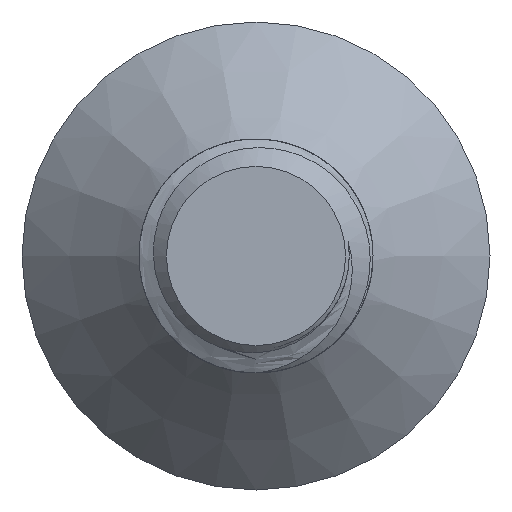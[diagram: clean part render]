
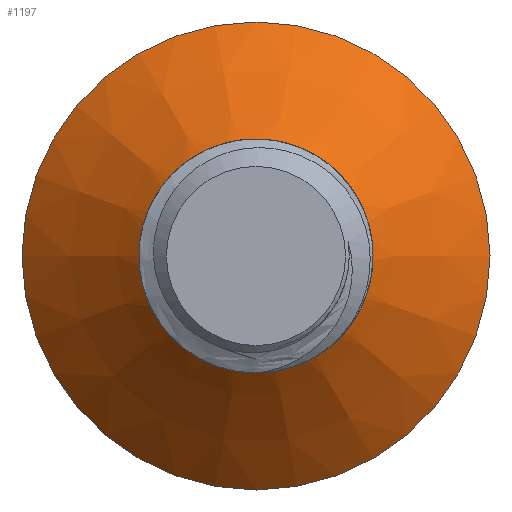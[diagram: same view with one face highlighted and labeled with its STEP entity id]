
A CAD part, left-side view. The second image highlights one B-rep face of the part: STEP entity #1197.
In plain terms, the highlighted conical face has half-angle 45 degrees and reference radius 4 mm.
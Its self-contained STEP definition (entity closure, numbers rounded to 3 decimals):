
#32=CONICAL_SURFACE('',#1285,4.,0.785);
#85=B_SPLINE_CURVE_WITH_KNOTS('',3,(#4197,#4198,#4199,#4200,#4201,#4202,
#4203,#4204,#4205,#4206,#4207,#4208,#4209,#4210,#4211,#4212),
 .UNSPECIFIED.,.F.,.F.,(4,2,2,2,2,2,2,4),(0.614,0.632,
0.651,0.668,0.685,0.693,
0.705,0.716),.UNSPECIFIED.);
#86=B_SPLINE_CURVE_WITH_KNOTS('',3,(#4214,#4215,#4216,#4217,#4218,#4219,
#4220,#4221,#4222,#4223,#4224,#4225,#4226,#4227),.UNSPECIFIED.,.F.,.F.,
(4,2,2,2,2,2,4),(0.,0.087,0.172,0.284,
0.371,0.45,0.56),.UNSPECIFIED.);
#87=B_SPLINE_CURVE_WITH_KNOTS('',3,(#4230,#4231,#4232,#4233,#4234,#4235,
#4236,#4237,#4238,#4239,#4240,#4241,#4242,#4243,#4244,#4245,#4246,#4247,
#4248,#4249,#4250,#4251,#4252,#4253,#4254,#4255),.UNSPECIFIED.,.F.,.F.,
(4,2,2,2,2,2,2,2,2,2,2,2,4),(0.,0.116,0.231,
0.317,0.387,0.433,0.472,
0.507,0.539,0.565,0.589,
0.612,0.614),.UNSPECIFIED.);
#141=FACE_OUTER_BOUND('',#210,.T.);
#210=EDGE_LOOP('',(#919,#920,#921,#922,#923,#924,#925,#926));
#234=CIRCLE('',#1260,4.);
#236=CIRCLE('',#1286,8.);
#237=CIRCLE('',#1287,3.188);
#348=LINE('',#4196,#410);
#410=VECTOR('',#1474,4.);
#477=VERTEX_POINT('',#2436);
#478=VERTEX_POINT('',#2473);
#525=VERTEX_POINT('',#4193);
#526=VERTEX_POINT('',#4195);
#527=VERTEX_POINT('',#4213);
#528=VERTEX_POINT('',#4228);
#619=EDGE_CURVE('',#478,#477,#234,.T.);
#689=EDGE_CURVE('',#525,#525,#236,.T.);
#690=EDGE_CURVE('',#525,#526,#348,.T.);
#691=EDGE_CURVE('',#526,#478,#85,.T.);
#692=EDGE_CURVE('',#477,#527,#86,.T.);
#693=EDGE_CURVE('',#527,#528,#237,.T.);
#694=EDGE_CURVE('',#528,#526,#87,.T.);
#919=ORIENTED_EDGE('',*,*,#689,.F.);
#920=ORIENTED_EDGE('',*,*,#690,.T.);
#921=ORIENTED_EDGE('',*,*,#691,.T.);
#922=ORIENTED_EDGE('',*,*,#619,.T.);
#923=ORIENTED_EDGE('',*,*,#692,.T.);
#924=ORIENTED_EDGE('',*,*,#693,.T.);
#925=ORIENTED_EDGE('',*,*,#694,.T.);
#926=ORIENTED_EDGE('',*,*,#690,.F.);
#1197=ADVANCED_FACE('',(#141),#32,.T.);
#1260=AXIS2_PLACEMENT_3D('',#2474,#1398,#1399);
#1285=AXIS2_PLACEMENT_3D('',#4192,#1470,#1471);
#1286=AXIS2_PLACEMENT_3D('',#4194,#1472,#1473);
#1287=AXIS2_PLACEMENT_3D('',#4229,#1475,#1476);
#1398=DIRECTION('center_axis',(0.,0.,1.));
#1399=DIRECTION('ref_axis',(0.,-1.,0.));
#1470=DIRECTION('center_axis',(0.,0.,1.));
#1471=DIRECTION('ref_axis',(0.,-1.,0.));
#1472=DIRECTION('center_axis',(0.,0.,1.));
#1473=DIRECTION('ref_axis',(0.,-1.,0.));
#1474=DIRECTION('',(0.,-0.707,-0.707));
#1475=DIRECTION('center_axis',(0.,0.,
1.));
#1476=DIRECTION('ref_axis',(-0.876,-0.482,0.));
#2436=CARTESIAN_POINT('',(-0.516,-3.967,-4.4));
#2473=CARTESIAN_POINT('',(-3.17,-2.44,-4.4));
#2474=CARTESIAN_POINT('Origin',(0.,0.,-4.4));
#4192=CARTESIAN_POINT('Origin',(0.,0.,-4.4));
#4193=CARTESIAN_POINT('',(0.,8.,-0.4));
#4194=CARTESIAN_POINT('Origin',(0.,0.,-0.4));
#4195=CARTESIAN_POINT('',(0.,3.719,-4.681));
#4196=CARTESIAN_POINT('',(0.,4.,-4.4));
#4197=CARTESIAN_POINT('Ctrl Pts',(0.,3.719,
-4.681));
#4198=CARTESIAN_POINT('Ctrl Pts',(-0.381,3.731,-4.669));
#4199=CARTESIAN_POINT('Ctrl Pts',(-0.812,3.686,-4.655));
#4200=CARTESIAN_POINT('Ctrl Pts',(-1.738,3.393,-4.621));
#4201=CARTESIAN_POINT('Ctrl Pts',(-2.181,3.147,-4.604));
#4202=CARTESIAN_POINT('Ctrl Pts',(-2.904,2.531,-4.574));
#4203=CARTESIAN_POINT('Ctrl Pts',(-3.219,2.159,-4.558));
#4204=CARTESIAN_POINT('Ctrl Pts',(-3.704,1.253,-4.524));
#4205=CARTESIAN_POINT('Ctrl Pts',(-3.853,0.757,-4.507));
#4206=CARTESIAN_POINT('Ctrl Pts',(-3.925,-0.007,
-4.483));
#4207=CARTESIAN_POINT('Ctrl Pts',(-3.924,-0.261,-4.475));
#4208=CARTESIAN_POINT('Ctrl Pts',(-3.865,-0.857,
-4.456));
#4209=CARTESIAN_POINT('Ctrl Pts',(-3.786,-1.195,-4.445));
#4210=CARTESIAN_POINT('Ctrl Pts',(-3.54,-1.847,-4.422));
#4211=CARTESIAN_POINT('Ctrl Pts',(-3.374,-2.156,-4.411));
#4212=CARTESIAN_POINT('Ctrl Pts',(-3.17,-2.44,-4.4));
#4213=CARTESIAN_POINT('',(-3.062,0.888,-5.212));
#4214=CARTESIAN_POINT('Ctrl Pts',(-0.516,-3.967,
-4.4));
#4215=CARTESIAN_POINT('Ctrl Pts',(-0.797,-3.896,
-4.434));
#4216=CARTESIAN_POINT('Ctrl Pts',(-1.069,-3.795,-4.468));
#4217=CARTESIAN_POINT('Ctrl Pts',(-1.575,-3.537,-4.538));
#4218=CARTESIAN_POINT('Ctrl Pts',(-1.809,-3.384,-4.573));
#4219=CARTESIAN_POINT('Ctrl Pts',(-2.312,-2.971,-4.654));
#4220=CARTESIAN_POINT('Ctrl Pts',(-2.661,-2.616,-4.711));
#4221=CARTESIAN_POINT('Ctrl Pts',(-3.139,-1.735,-4.84));
#4222=CARTESIAN_POINT('Ctrl Pts',(-3.273,-1.315,-4.9));
#4223=CARTESIAN_POINT('Ctrl Pts',(-3.373,-0.488,
-5.014));
#4224=CARTESIAN_POINT('Ctrl Pts',(-3.345,-0.168,
-5.057));
#4225=CARTESIAN_POINT('Ctrl Pts',(-3.271,0.335,-5.126));
#4226=CARTESIAN_POINT('Ctrl Pts',(-3.186,0.62,-5.168));
#4227=CARTESIAN_POINT('Ctrl Pts',(-3.062,0.888,-5.212));
#4228=CARTESIAN_POINT('',(-2.793,-1.537,-5.212));
#4229=CARTESIAN_POINT('Origin',(0.,0.,
-5.212));
#4230=CARTESIAN_POINT('Ctrl Pts',(-2.793,-1.537,-5.212));
#4231=CARTESIAN_POINT('Ctrl Pts',(-2.62,-1.883,-5.196));
#4232=CARTESIAN_POINT('Ctrl Pts',(-2.387,-2.193,-5.182));
#4233=CARTESIAN_POINT('Ctrl Pts',(-1.822,-2.715,-5.153));
#4234=CARTESIAN_POINT('Ctrl Pts',(-1.499,-2.923,-5.138));
#4235=CARTESIAN_POINT('Ctrl Pts',(-0.883,-3.181,
-5.111));
#4236=CARTESIAN_POINT('Ctrl Pts',(-0.47,-3.316,
-5.095));
#4237=CARTESIAN_POINT('Ctrl Pts',(0.518,-3.331,-5.059));
#4238=CARTESIAN_POINT('Ctrl Pts',(0.96,-3.249,-5.042));
#4239=CARTESIAN_POINT('Ctrl Pts',(1.645,-2.975,-5.013));
#4240=CARTESIAN_POINT('Ctrl Pts',(2.043,-2.778,-4.997));
#4241=CARTESIAN_POINT('Ctrl Pts',(2.778,-2.078,-4.961));
#4242=CARTESIAN_POINT('Ctrl Pts',(3.045,-1.698,-4.944));
#4243=CARTESIAN_POINT('Ctrl Pts',(3.401,-0.886,-4.911));
#4244=CARTESIAN_POINT('Ctrl Pts',(3.5,-0.466,-4.895));
#4245=CARTESIAN_POINT('Ctrl Pts',(3.536,0.339,-4.868));
#4246=CARTESIAN_POINT('Ctrl Pts',(3.496,0.828,-4.851));
#4247=CARTESIAN_POINT('Ctrl Pts',(3.14,1.797,-4.813));
#4248=CARTESIAN_POINT('Ctrl Pts',(2.89,2.203,-4.796));
#4249=CARTESIAN_POINT('Ctrl Pts',(2.29,2.85,-4.767));
#4250=CARTESIAN_POINT('Ctrl Pts',(1.939,3.128,-4.752));
#4251=CARTESIAN_POINT('Ctrl Pts',(1.071,3.556,-4.718));
#4252=CARTESIAN_POINT('Ctrl Pts',(0.597,3.683,-4.701));
#4253=CARTESIAN_POINT('Ctrl Pts',(0.076,3.716,-4.684));
#4254=CARTESIAN_POINT('Ctrl Pts',(0.038,3.717,-4.683));
#4255=CARTESIAN_POINT('Ctrl Pts',(0.,3.719,
-4.681));
